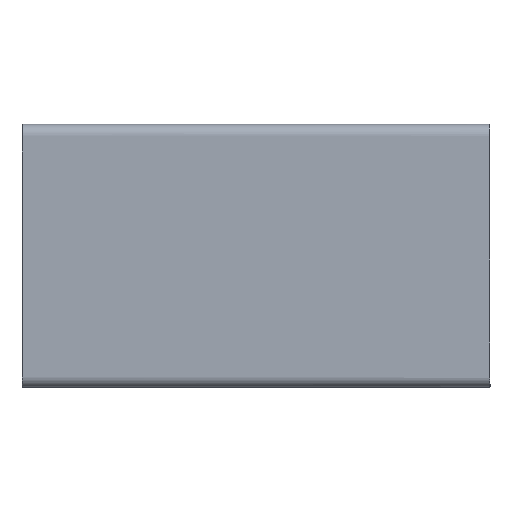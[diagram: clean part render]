
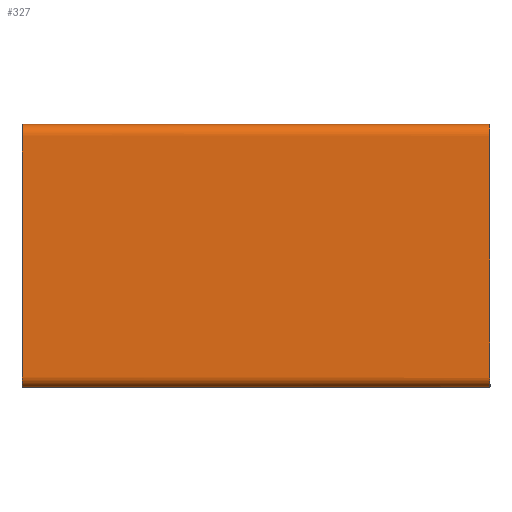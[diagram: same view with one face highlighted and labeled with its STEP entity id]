
A CAD part, left-side view. The second image highlights one B-rep face of the part: STEP entity #327.
In plain terms, the highlighted free-form (B-spline) face has degree [2, 1] with [9, 2] control points.
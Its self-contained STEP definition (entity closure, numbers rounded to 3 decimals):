
#18=(
BOUNDED_SURFACE()
B_SPLINE_SURFACE(2,1,((#748,#749),(#750,#751),(#752,#753),(#754,#755),(#756,
#757),(#758,#759),(#760,#761),(#762,#763),(#764,#765)),.UNSPECIFIED.,.F.,
 .F.,.F.)
B_SPLINE_SURFACE_WITH_KNOTS((3,2,2,2,3),(2,2),(-0.031,0.,0.41,
0.441,0.671),(0.,0.096),
 .UNSPECIFIED.)
GEOMETRIC_REPRESENTATION_ITEM()
RATIONAL_B_SPLINE_SURFACE(((1.,1.),(0.707,0.707),
(1.,1.),(1.,1.),(1.,1.),(0.707,0.707),(1.,1.),(1.,
1.),(1.,1.)))
REPRESENTATION_ITEM('')
SURFACE()
);
#31=(
BOUNDED_CURVE()
B_SPLINE_CURVE(2,(#685,#686,#687,#688,#689,#690,#691,#692,#693),
 .UNSPECIFIED.,.F.,.F.)
B_SPLINE_CURVE_WITH_KNOTS((3,2,2,2,3),(-0.031,0.,
0.41,0.441,0.671),.UNSPECIFIED.)
CURVE()
GEOMETRIC_REPRESENTATION_ITEM()
RATIONAL_B_SPLINE_CURVE((1.,0.707,1.,1.,1.,0.707,
1.,1.,1.))
REPRESENTATION_ITEM('')
);
#34=(
BOUNDED_CURVE()
B_SPLINE_CURVE(2,(#718,#719,#720,#721,#722,#723,#724,#725,#726),
 .UNSPECIFIED.,.F.,.F.)
B_SPLINE_CURVE_WITH_KNOTS((3,2,2,2,3),(-0.671,-0.441,
-0.41,0.,0.031),.UNSPECIFIED.)
CURVE()
GEOMETRIC_REPRESENTATION_ITEM()
RATIONAL_B_SPLINE_CURVE((1.,1.,1.,0.707,1.,1.,1.,0.707,
1.))
REPRESENTATION_ITEM('')
);
#63=FACE_OUTER_BOUND('',#85,.T.);
#85=EDGE_LOOP('',(#279,#280,#281,#282));
#111=LINE('',#766,#137);
#112=LINE('',#767,#138);
#137=VECTOR('',#412,10.);
#138=VECTOR('',#413,10.);
#161=VERTEX_POINT('',#683);
#162=VERTEX_POINT('',#684);
#165=VERTEX_POINT('',#716);
#166=VERTEX_POINT('',#717);
#199=EDGE_CURVE('',#161,#162,#31,.T.);
#203=EDGE_CURVE('',#165,#166,#34,.T.);
#207=EDGE_CURVE('',#165,#162,#111,.T.);
#208=EDGE_CURVE('',#161,#166,#112,.T.);
#279=ORIENTED_EDGE('',*,*,#207,.T.);
#280=ORIENTED_EDGE('',*,*,#199,.F.);
#281=ORIENTED_EDGE('',*,*,#208,.T.);
#282=ORIENTED_EDGE('',*,*,#203,.F.);
#327=ADVANCED_FACE('',(#63),#18,.T.);
#412=DIRECTION('',(0.,1.,0.));
#413=DIRECTION('',(0.,-1.,0.));
#683=CARTESIAN_POINT('',(-0.78,0.4,0.));
#684=CARTESIAN_POINT('',(-0.55,0.4,0.45));
#685=CARTESIAN_POINT('Ctrl Pts',(-0.78,0.4,0.));
#686=CARTESIAN_POINT('Ctrl Pts',(-0.8,0.4,0.));
#687=CARTESIAN_POINT('Ctrl Pts',(-0.8,0.4,0.02));
#688=CARTESIAN_POINT('Ctrl Pts',(-0.8,0.4,0.225));
#689=CARTESIAN_POINT('Ctrl Pts',(-0.8,0.4,0.43));
#690=CARTESIAN_POINT('Ctrl Pts',(-0.8,0.4,0.45));
#691=CARTESIAN_POINT('Ctrl Pts',(-0.78,0.4,0.45));
#692=CARTESIAN_POINT('Ctrl Pts',(-0.665,0.4,0.45));
#693=CARTESIAN_POINT('Ctrl Pts',(-0.55,0.4,0.45));
#716=CARTESIAN_POINT('',(-0.55,-0.4,0.45));
#717=CARTESIAN_POINT('',(-0.78,-0.4,0.));
#718=CARTESIAN_POINT('Ctrl Pts',(-0.55,-0.4,0.45));
#719=CARTESIAN_POINT('Ctrl Pts',(-0.665,-0.4,0.45));
#720=CARTESIAN_POINT('Ctrl Pts',(-0.78,-0.4,0.45));
#721=CARTESIAN_POINT('Ctrl Pts',(-0.8,-0.4,0.45));
#722=CARTESIAN_POINT('Ctrl Pts',(-0.8,-0.4,0.43));
#723=CARTESIAN_POINT('Ctrl Pts',(-0.8,-0.4,0.225));
#724=CARTESIAN_POINT('Ctrl Pts',(-0.8,-0.4,0.02));
#725=CARTESIAN_POINT('Ctrl Pts',(-0.8,-0.4,0.));
#726=CARTESIAN_POINT('Ctrl Pts',(-0.78,-0.4,0.));
#748=CARTESIAN_POINT('Ctrl Pts',(-0.78,-0.4,0.));
#749=CARTESIAN_POINT('Ctrl Pts',(-0.78,0.56,0.));
#750=CARTESIAN_POINT('Ctrl Pts',(-0.8,-0.4,0.));
#751=CARTESIAN_POINT('Ctrl Pts',(-0.8,0.56,0.));
#752=CARTESIAN_POINT('Ctrl Pts',(-0.8,-0.4,0.02));
#753=CARTESIAN_POINT('Ctrl Pts',(-0.8,0.56,0.02));
#754=CARTESIAN_POINT('Ctrl Pts',(-0.8,-0.4,0.225));
#755=CARTESIAN_POINT('Ctrl Pts',(-0.8,0.56,0.225));
#756=CARTESIAN_POINT('Ctrl Pts',(-0.8,-0.4,0.43));
#757=CARTESIAN_POINT('Ctrl Pts',(-0.8,0.56,0.43));
#758=CARTESIAN_POINT('Ctrl Pts',(-0.8,-0.4,0.45));
#759=CARTESIAN_POINT('Ctrl Pts',(-0.8,0.56,0.45));
#760=CARTESIAN_POINT('Ctrl Pts',(-0.78,-0.4,0.45));
#761=CARTESIAN_POINT('Ctrl Pts',(-0.78,0.56,0.45));
#762=CARTESIAN_POINT('Ctrl Pts',(-0.665,-0.4,0.45));
#763=CARTESIAN_POINT('Ctrl Pts',(-0.665,0.56,0.45));
#764=CARTESIAN_POINT('Ctrl Pts',(-0.55,-0.4,0.45));
#765=CARTESIAN_POINT('Ctrl Pts',(-0.55,0.56,0.45));
#766=CARTESIAN_POINT('',(-0.55,-0.4,0.45));
#767=CARTESIAN_POINT('',(-0.78,0.4,0.));
